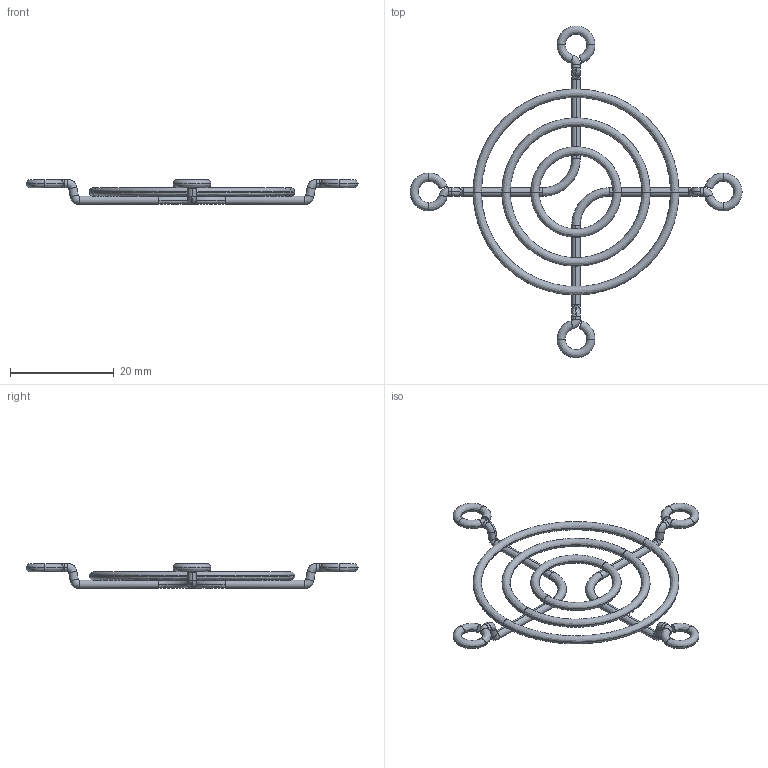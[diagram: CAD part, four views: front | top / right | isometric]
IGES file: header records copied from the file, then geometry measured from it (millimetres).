
Global section: file name: PY50-3HB.mc9; native system: MASTERCAM; preprocessor: 1; date: 200614.173318; units: millimetre
Bounding box: 63.85 x 63.85 x 4.8 mm (x, y, z)
Surface area: 2145.9 mm2 (no closed solid volume)
Topology: 0 solids, 0 shells, 92 faces, 448 edges, 448 vertices
Faces by surface type: bspline 92
